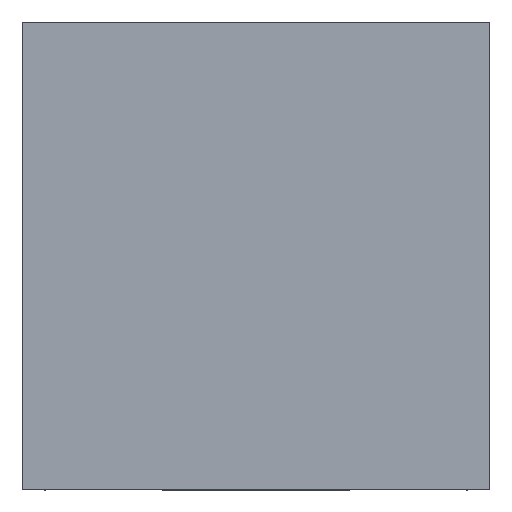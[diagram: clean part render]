
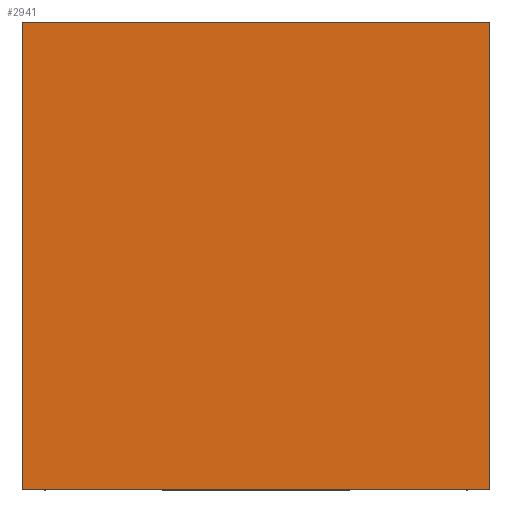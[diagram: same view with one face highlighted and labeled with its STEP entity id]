
A CAD part, top view. The second image highlights one B-rep face of the part: STEP entity #2941.
In plain terms, the highlighted planar face has unit normal (0, 0, 1).
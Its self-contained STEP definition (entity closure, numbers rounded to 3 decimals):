
#510=ORIENTED_EDGE('',*,*,#926,.T.);
#511=ORIENTED_EDGE('',*,*,#976,.T.);
#512=ORIENTED_EDGE('',*,*,#953,.T.);
#513=ORIENTED_EDGE('',*,*,#950,.T.);
#926=EDGE_CURVE('',#1350,#1351,#1632,.T.);
#950=EDGE_CURVE('',#1374,#1350,#1656,.T.);
#953=EDGE_CURVE('',#1376,#1374,#1659,.T.);
#976=EDGE_CURVE('',#1351,#1376,#1682,.T.);
#1350=VERTEX_POINT('',#4563);
#1351=VERTEX_POINT('',#4564);
#1374=VERTEX_POINT('',#4612);
#1376=VERTEX_POINT('',#4618);
#1632=LINE('',#4562,#2024);
#1656=LINE('',#4611,#2048);
#1659=LINE('',#4617,#2051);
#1682=LINE('',#4663,#2074);
#2024=VECTOR('',#3800,1000.);
#2048=VECTOR('',#3826,1000.);
#2051=VECTOR('',#3831,1000.);
#2074=VECTOR('',#3856,1000.);
#2494=EDGE_LOOP('',(#510,#511,#512,#513));
#2654=FACE_BOUND('',#2494,.T.);
#2798=PLANE('',#3697);
#2941=ADVANCED_FACE('',(#2654),#2798,.T.);
#3697=AXIS2_PLACEMENT_3D('',#4994,#4172,#4173);
#3800=DIRECTION('',(-1.,0.,0.));
#3826=DIRECTION('',(0.,1.,0.));
#3831=DIRECTION('',(1.,0.,0.));
#3856=DIRECTION('',(0.,-1.,0.));
#4172=DIRECTION('',(0.,0.,1.));
#4173=DIRECTION('',(1.,0.,0.));
#4562=CARTESIAN_POINT('',(0.5,0.5,0.19));
#4563=CARTESIAN_POINT('',(0.5,0.5,0.19));
#4564=CARTESIAN_POINT('',(-0.5,0.5,0.19));
#4611=CARTESIAN_POINT('',(0.5,-0.5,0.19));
#4612=CARTESIAN_POINT('',(0.5,-0.5,0.19));
#4617=CARTESIAN_POINT('',(-0.5,-0.5,0.19));
#4618=CARTESIAN_POINT('',(-0.5,-0.5,0.19));
#4663=CARTESIAN_POINT('',(-0.5,0.5,0.19));
#4994=CARTESIAN_POINT('',(0.,0.,0.19));
